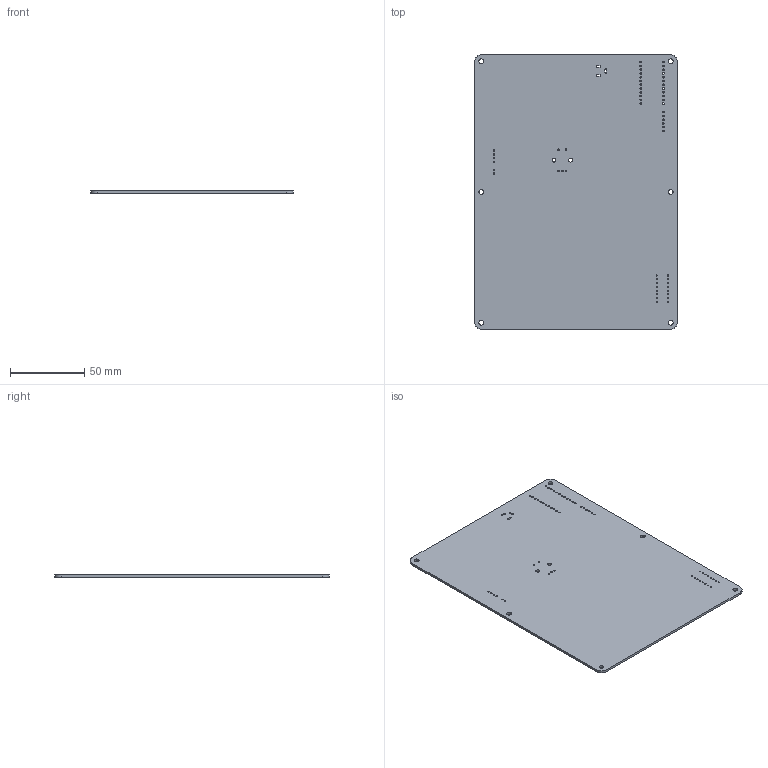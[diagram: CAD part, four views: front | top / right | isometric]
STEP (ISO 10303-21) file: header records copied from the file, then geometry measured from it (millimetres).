
FILE_DESCRIPTION(('KiCad electronic assembly'),'2;1');
FILE_NAME('Faduino-1.step','2021-10-24T20:24:04',('An Author'),( 'A Company'),'Open CASCADE STEP processor 7.5', 'KiCad to STEP converter','Unknown');
FILE_SCHEMA(('AUTOMOTIVE_DESIGN { 1 0 10303 214 1 1 1 1 }'));
Length unit declared in the file: millimetre
Products named in the file (2): Open CASCADE STEP translator 7.5 1; COMPOUND
Assembly tree (1 placements, depth 2):
  Open CASCADE STEP translator 7.5 1
    COMPOUND
Bounding box: 136.5 x 185 x 1.6 mm (x, y, z)
Volume: 40197.9 mm3; surface area: 51703.2 mm2
Topology: 1 solids, 1 shells, 87 faces, 255 edges, 170 vertices
Faces by surface type: cylinder 75, plane 12
Full cylindrical faces by diameter (mm): 0.8 x16, 1 x17, 1.1 x24, 2.6 x2, 3.2 x6
Entity records: 6613 total; most frequent: DIRECTION 1093, CARTESIAN_POINT 1024, ORIENTED_EDGE 510, PCURVE 510, DEFINITIONAL_REPRESENTATION 510, LINE 465, VECTOR 465, CIRCLE 300
